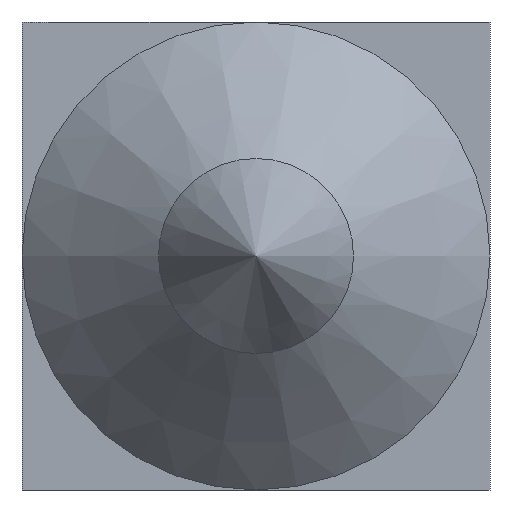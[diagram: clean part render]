
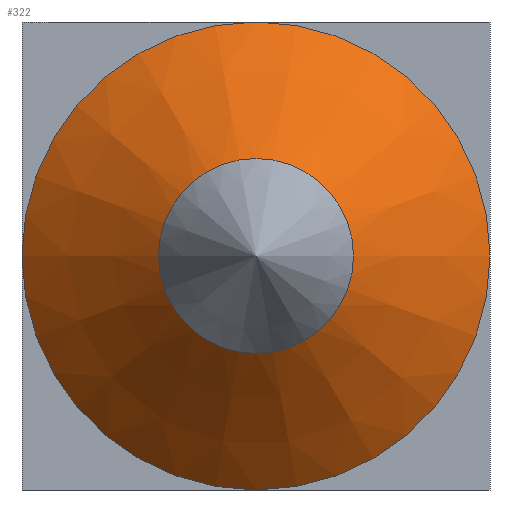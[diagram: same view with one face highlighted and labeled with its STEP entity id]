
A CAD part, front view. The second image highlights one B-rep face of the part: STEP entity #322.
In plain terms, the highlighted conical face has half-angle 45 degrees and reference radius 5 mm.
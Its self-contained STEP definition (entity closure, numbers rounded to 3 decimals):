
#16=CONICAL_SURFACE('',#368,5.,0.785);
#43=FACE_OUTER_BOUND('',#65,.T.);
#65=EDGE_LOOP('',(#287,#288,#289,#290,#291,#292,#293));
#66=CIRCLE('',#338,12.);
#67=CIRCLE('',#340,12.);
#68=CIRCLE('',#342,12.);
#76=CIRCLE('',#357,12.);
#79=CIRCLE('',#367,5.);
#108=LINE('',#552,#137);
#137=VECTOR('',#463,5.);
#139=VERTEX_POINT('',#467);
#140=VERTEX_POINT('',#469);
#142=VERTEX_POINT('',#475);
#144=VERTEX_POINT('',#481);
#164=VERTEX_POINT('',#548);
#166=EDGE_CURVE('',#139,#140,#66,.T.);
#169=EDGE_CURVE('',#140,#142,#67,.T.);
#172=EDGE_CURVE('',#142,#144,#68,.T.);
#195=EDGE_CURVE('',#144,#139,#76,.T.);
#205=EDGE_CURVE('',#164,#164,#79,.T.);
#207=EDGE_CURVE('',#142,#164,#108,.T.);
#287=ORIENTED_EDGE('',*,*,#166,.F.);
#288=ORIENTED_EDGE('',*,*,#195,.F.);
#289=ORIENTED_EDGE('',*,*,#172,.F.);
#290=ORIENTED_EDGE('',*,*,#207,.T.);
#291=ORIENTED_EDGE('',*,*,#205,.T.);
#292=ORIENTED_EDGE('',*,*,#207,.F.);
#293=ORIENTED_EDGE('',*,*,#169,.F.);
#322=ADVANCED_FACE('',(#43),#16,.T.);
#338=AXIS2_PLACEMENT_3D('',#470,#374,#375);
#340=AXIS2_PLACEMENT_3D('',#476,#380,#381);
#342=AXIS2_PLACEMENT_3D('',#482,#386,#387);
#357=AXIS2_PLACEMENT_3D('',#526,#431,#432);
#367=AXIS2_PLACEMENT_3D('',#549,#458,#459);
#368=AXIS2_PLACEMENT_3D('',#551,#461,#462);
#374=DIRECTION('center_axis',(0.,1.,0.));
#375=DIRECTION('ref_axis',(-1.,0.,0.));
#380=DIRECTION('center_axis',(0.,1.,0.));
#381=DIRECTION('ref_axis',(-1.,0.,0.));
#386=DIRECTION('center_axis',(0.,1.,0.));
#387=DIRECTION('ref_axis',(-1.,0.,0.));
#431=DIRECTION('center_axis',(0.,1.,0.));
#432=DIRECTION('ref_axis',(-1.,0.,0.));
#458=DIRECTION('center_axis',(0.,1.,0.));
#459=DIRECTION('ref_axis',(-1.,0.,0.));
#461=DIRECTION('center_axis',(0.,1.,0.));
#462=DIRECTION('ref_axis',(-1.,0.,0.));
#463=DIRECTION('',(-0.707,-0.707,0.));
#467=CARTESIAN_POINT('',(-12.,-24.,0.));
#469=CARTESIAN_POINT('',(0.,-24.,12.));
#470=CARTESIAN_POINT('Origin',(0.,-24.,0.));
#475=CARTESIAN_POINT('',(12.,-24.,0.));
#476=CARTESIAN_POINT('Origin',(0.,-24.,0.));
#481=CARTESIAN_POINT('',(0.,-24.,-12.));
#482=CARTESIAN_POINT('Origin',(0.,-24.,0.));
#526=CARTESIAN_POINT('Origin',(0.,-24.,0.));
#548=CARTESIAN_POINT('',(5.,-31.,0.));
#549=CARTESIAN_POINT('Origin',(0.,-31.,0.));
#551=CARTESIAN_POINT('Origin',(0.,-31.,0.));
#552=CARTESIAN_POINT('',(5.,-31.,0.));
